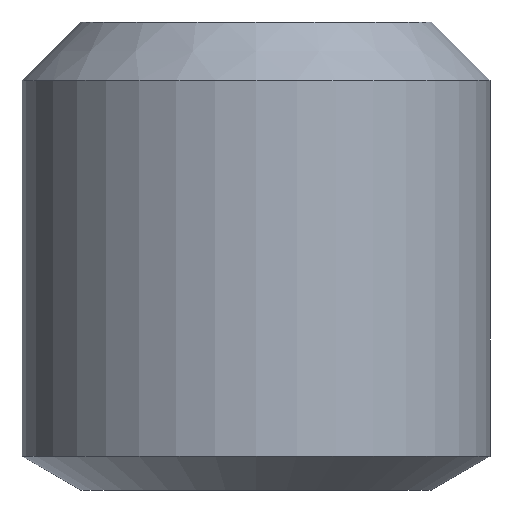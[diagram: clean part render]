
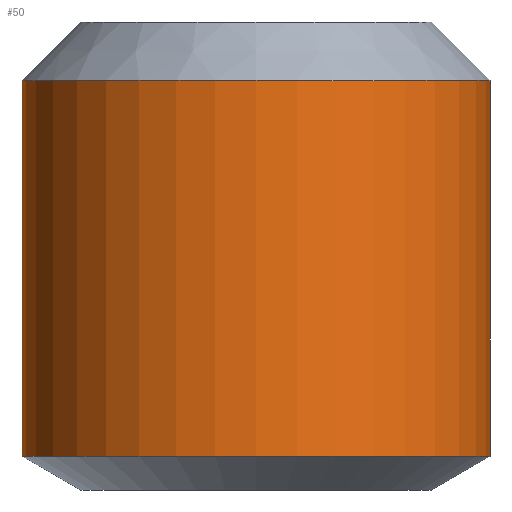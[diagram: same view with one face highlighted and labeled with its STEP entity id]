
A CAD part, front view. The second image highlights one B-rep face of the part: STEP entity #50.
In plain terms, the highlighted cylindrical face has radius 2 mm (diameter 4 mm), a partial arc.
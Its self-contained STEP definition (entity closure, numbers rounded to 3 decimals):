
#50=ADVANCED_FACE('',(#67),#65,.T.);
#65=CYLINDRICAL_SURFACE('',#292,2.);
#67=FACE_OUTER_BOUND('',#81,.T.);
#81=EDGE_LOOP('',(#145,#146,#147,#148));
#97=LINE('',#396,#121);
#98=LINE('',#400,#122);
#121=VECTOR('',#321,1.);
#122=VECTOR('',#324,1.);
#145=ORIENTED_EDGE('',*,*,#229,.T.);
#146=ORIENTED_EDGE('',*,*,#230,.F.);
#147=ORIENTED_EDGE('',*,*,#231,.F.);
#148=ORIENTED_EDGE('',*,*,#232,.T.);
#209=VERTEX_POINT('',#394);
#210=VERTEX_POINT('',#395);
#211=VERTEX_POINT('',#397);
#212=VERTEX_POINT('',#399);
#229=EDGE_CURVE('',#209,#210,#261,.T.);
#230=EDGE_CURVE('',#211,#210,#97,.T.);
#231=EDGE_CURVE('',#212,#211,#262,.T.);
#232=EDGE_CURVE('',#212,#209,#98,.T.);
#261=CIRCLE('',#290,2.);
#262=CIRCLE('',#291,2.);
#290=AXIS2_PLACEMENT_3D('',#393,#319,#320);
#291=AXIS2_PLACEMENT_3D('',#398,#322,#323);
#292=AXIS2_PLACEMENT_3D('',#401,#325,#326);
#319=DIRECTION('',(0.,0.,1.));
#320=DIRECTION('',(-1.,0.,0.));
#321=DIRECTION('',(0.,0.,-1.));
#322=DIRECTION('',(0.,0.,1.));
#323=DIRECTION('',(-1.,0.,0.));
#324=DIRECTION('',(0.,0.,-1.));
#325=DIRECTION('',(0.,0.,1.));
#326=DIRECTION('',(1.,0.,0.));
#393=CARTESIAN_POINT('',(0.,0.,0.289));
#394=CARTESIAN_POINT('',(-2.,0.,0.289));
#395=CARTESIAN_POINT('',(2.,0.,0.289));
#396=CARTESIAN_POINT('',(2.,0.,0.289));
#397=CARTESIAN_POINT('',(2.,0.,3.5));
#398=CARTESIAN_POINT('',(0.,0.,3.5));
#399=CARTESIAN_POINT('',(-2.,0.,3.5));
#400=CARTESIAN_POINT('',(-2.,0.,0.289));
#401=CARTESIAN_POINT('',(0.,0.,-0.2));
